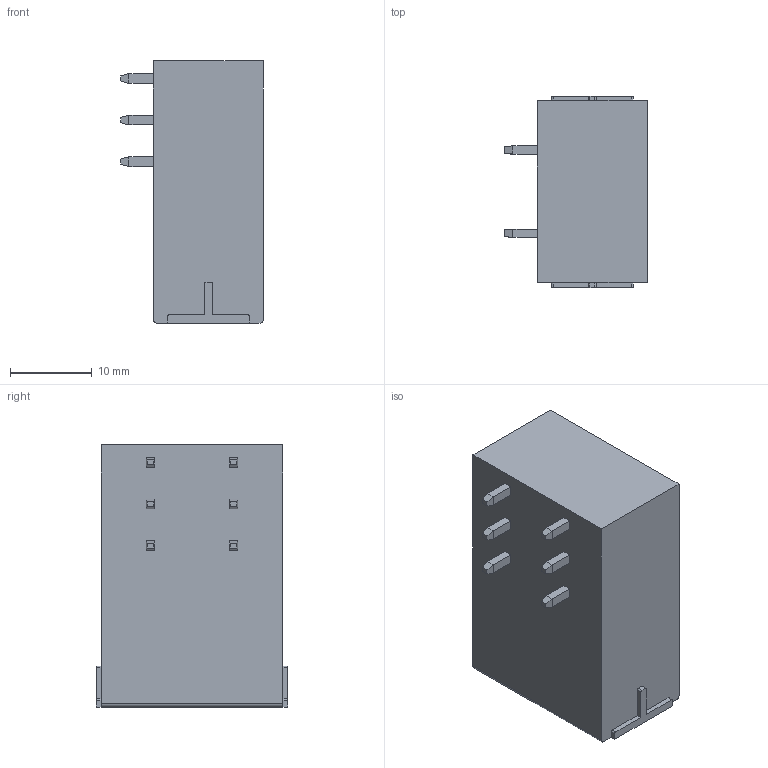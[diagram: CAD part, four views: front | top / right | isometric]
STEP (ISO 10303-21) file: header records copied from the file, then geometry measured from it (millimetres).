
FILE_DESCRIPTION((''),'2;1');
FILE_NAME('TLPHC-800RL-XXP-X','2024-09-10T11:52:10',('yanfa'),(''),'CREO PARAMETRIC BY PTC INC, 2018100','CREO PARAMETRIC BY PTC INC, 2018100','');
FILE_SCHEMA(('AUTOMOTIVE_DESIGN { 1 0 10303 214 1 1 1 1 }'));
Length unit declared in the file: millimetre
Products named in the file (1): TLPHC-800RL-XXP-X
Bounding box: 17.4 x 23.36 x 32 mm (x, y, z)
Volume: 7703.8 mm3; surface area: 4064 mm2
Topology: 1 solids, 1 shells, 134 faces, 346 edges, 224 vertices
Faces by surface type: plane 102, cylinder 28, bspline 2, cone 2
Entity records: 4228 total; most frequent: CARTESIAN_POINT 843, ORIENTED_EDGE 692, DIRECTION 655, EDGE_CURVE 346, VECTOR 274, LINE 274, VERTEX_POINT 224, AXIS2_PLACEMENT_3D 189
